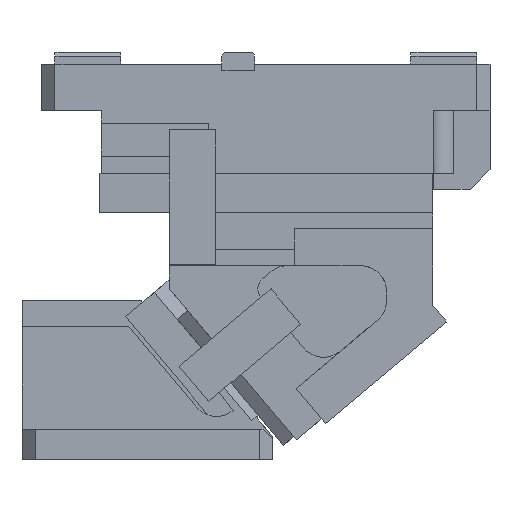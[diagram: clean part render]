
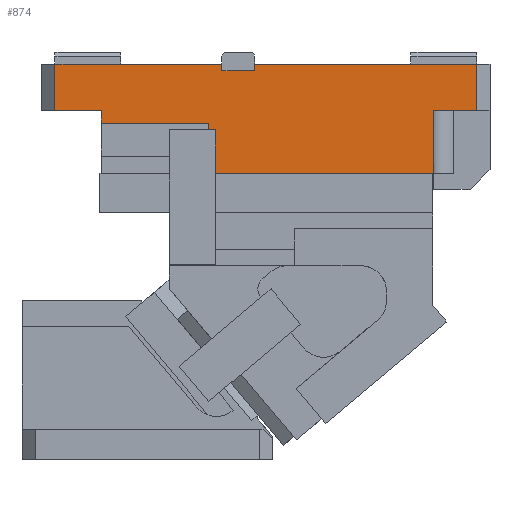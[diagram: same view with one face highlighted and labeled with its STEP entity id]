
A CAD part, front view. The second image highlights one B-rep face of the part: STEP entity #874.
In plain terms, the highlighted planar face has unit normal (0, -1, 0).
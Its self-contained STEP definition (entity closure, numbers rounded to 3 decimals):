
#235=CARTESIAN_POINT('Vertex',(25.,-82.5,300.)) ;
#238=CARTESIAN_POINT('Line Origine',(88.3,-82.5,300.)) ;
#242=CARTESIAN_POINT('Vertex',(151.6,-82.5,300.)) ;
#740=CARTESIAN_POINT('Axis2P3D Location',(281.212,-82.5,236.8)) ;
#745=CARTESIAN_POINT('Line Origine',(144.088,-82.5,250.211)) ;
#749=CARTESIAN_POINT('Vertex',(146.588,-82.5,250.211)) ;
#751=CARTESIAN_POINT('Vertex',(141.588,-82.5,250.211)) ;
#754=CARTESIAN_POINT('Line Origine',(146.588,-82.5,233.711)) ;
#758=CARTESIAN_POINT('Vertex',(146.588,-82.5,217.211)) ;
#761=CARTESIAN_POINT('Line Origine',(229.294,-82.5,217.211)) ;
#765=CARTESIAN_POINT('Vertex',(312.,-82.5,217.211)) ;
#768=CARTESIAN_POINT('Line Origine',(312.,-82.5,241.105)) ;
#772=CARTESIAN_POINT('Vertex',(312.,-82.5,265.)) ;
#775=CARTESIAN_POINT('Line Origine',(328.5,-82.5,265.)) ;
#779=CARTESIAN_POINT('Vertex',(345.,-82.5,265.)) ;
#782=CARTESIAN_POINT('Line Origine',(345.,-82.5,282.5)) ;
#786=CARTESIAN_POINT('Vertex',(345.,-82.5,300.)) ;
#789=CARTESIAN_POINT('Line Origine',(260.8,-82.5,300.)) ;
#793=CARTESIAN_POINT('Vertex',(176.6,-82.5,300.)) ;
#796=CARTESIAN_POINT('Line Origine',(176.6,-82.5,297.5)) ;
#800=CARTESIAN_POINT('Vertex',(176.6,-82.5,295.)) ;
#803=CARTESIAN_POINT('Line Origine',(164.1,-82.5,295.)) ;
#807=CARTESIAN_POINT('Vertex',(151.6,-82.5,295.)) ;
#810=CARTESIAN_POINT('Line Origine',(151.6,-82.5,297.5)) ;
#815=CARTESIAN_POINT('Line Origine',(25.,-82.5,282.5)) ;
#819=CARTESIAN_POINT('Vertex',(25.,-82.5,265.)) ;
#822=CARTESIAN_POINT('Line Origine',(42.5,-82.5,265.)) ;
#826=CARTESIAN_POINT('Vertex',(60.,-82.5,265.)) ;
#829=CARTESIAN_POINT('Line Origine',(60.,-82.5,260.105)) ;
#833=CARTESIAN_POINT('Vertex',(60.,-82.5,255.211)) ;
#836=CARTESIAN_POINT('Line Origine',(85.794,-82.5,255.211)) ;
#840=CARTESIAN_POINT('Vertex',(111.588,-82.5,255.211)) ;
#843=CARTESIAN_POINT('Line Origine',(126.588,-82.5,255.211)) ;
#847=CARTESIAN_POINT('Vertex',(141.588,-82.5,255.211)) ;
#850=CARTESIAN_POINT('Line Origine',(141.588,-82.5,252.711)) ;
#239=DIRECTION('Vector Direction',(1.,0.,0.)) ;
#741=DIRECTION('Axis2P3D Direction',(0.,1.,-0.)) ;
#742=DIRECTION('Axis2P3D XDirection',(-1.,0.,0.)) ;
#746=DIRECTION('Vector Direction',(-1.,0.,0.)) ;
#755=DIRECTION('Vector Direction',(0.,0.,-1.)) ;
#762=DIRECTION('Vector Direction',(1.,0.,0.)) ;
#769=DIRECTION('Vector Direction',(0.,0.,1.)) ;
#776=DIRECTION('Vector Direction',(1.,0.,0.)) ;
#783=DIRECTION('Vector Direction',(0.,0.,-1.)) ;
#790=DIRECTION('Vector Direction',(1.,0.,0.)) ;
#797=DIRECTION('Vector Direction',(0.,0.,1.)) ;
#804=DIRECTION('Vector Direction',(-1.,0.,0.)) ;
#811=DIRECTION('Vector Direction',(0.,0.,1.)) ;
#816=DIRECTION('Vector Direction',(0.,0.,1.)) ;
#823=DIRECTION('Vector Direction',(1.,0.,0.)) ;
#830=DIRECTION('Vector Direction',(0.,0.,-1.)) ;
#837=DIRECTION('Vector Direction',(1.,0.,0.)) ;
#844=DIRECTION('Vector Direction',(-1.,0.,0.)) ;
#851=DIRECTION('Vector Direction',(0.,0.,-1.)) ;
#743=AXIS2_PLACEMENT_3D('Plane Axis2P3D',#740,#741,#742) ;
#856=ORIENTED_EDGE('',*,*,#753,.F.) ;
#857=ORIENTED_EDGE('',*,*,#760,.T.) ;
#858=ORIENTED_EDGE('',*,*,#767,.F.) ;
#859=ORIENTED_EDGE('',*,*,#774,.T.) ;
#860=ORIENTED_EDGE('',*,*,#781,.T.) ;
#861=ORIENTED_EDGE('',*,*,#788,.F.) ;
#862=ORIENTED_EDGE('',*,*,#795,.F.) ;
#863=ORIENTED_EDGE('',*,*,#802,.F.) ;
#864=ORIENTED_EDGE('',*,*,#809,.T.) ;
#865=ORIENTED_EDGE('',*,*,#814,.T.) ;
#866=ORIENTED_EDGE('',*,*,#244,.F.) ;
#867=ORIENTED_EDGE('',*,*,#821,.F.) ;
#868=ORIENTED_EDGE('',*,*,#828,.T.) ;
#869=ORIENTED_EDGE('',*,*,#835,.T.) ;
#870=ORIENTED_EDGE('',*,*,#842,.T.) ;
#871=ORIENTED_EDGE('',*,*,#849,.F.) ;
#872=ORIENTED_EDGE('',*,*,#854,.T.) ;
#240=VECTOR('Line Direction',#239,1.) ;
#747=VECTOR('Line Direction',#746,1.) ;
#756=VECTOR('Line Direction',#755,1.) ;
#763=VECTOR('Line Direction',#762,1.) ;
#770=VECTOR('Line Direction',#769,1.) ;
#777=VECTOR('Line Direction',#776,1.) ;
#784=VECTOR('Line Direction',#783,1.) ;
#791=VECTOR('Line Direction',#790,1.) ;
#798=VECTOR('Line Direction',#797,1.) ;
#805=VECTOR('Line Direction',#804,1.) ;
#812=VECTOR('Line Direction',#811,1.) ;
#817=VECTOR('Line Direction',#816,1.) ;
#824=VECTOR('Line Direction',#823,1.) ;
#831=VECTOR('Line Direction',#830,1.) ;
#838=VECTOR('Line Direction',#837,1.) ;
#845=VECTOR('Line Direction',#844,1.) ;
#852=VECTOR('Line Direction',#851,1.) ;
#874=ADVANCED_FACE('CAM HOLDER',(#873),#744,.F.) ;
#244=EDGE_CURVE('',#236,#243,#241,.T.) ;
#753=EDGE_CURVE('',#750,#752,#748,.T.) ;
#760=EDGE_CURVE('',#750,#759,#757,.T.) ;
#767=EDGE_CURVE('',#766,#759,#764,.F.) ;
#774=EDGE_CURVE('',#766,#773,#771,.T.) ;
#781=EDGE_CURVE('',#773,#780,#778,.T.) ;
#788=EDGE_CURVE('',#787,#780,#785,.T.) ;
#795=EDGE_CURVE('',#794,#787,#792,.T.) ;
#802=EDGE_CURVE('',#801,#794,#799,.T.) ;
#809=EDGE_CURVE('',#801,#808,#806,.T.) ;
#814=EDGE_CURVE('',#808,#243,#813,.T.) ;
#821=EDGE_CURVE('',#820,#236,#818,.T.) ;
#828=EDGE_CURVE('',#820,#827,#825,.T.) ;
#835=EDGE_CURVE('',#827,#834,#832,.T.) ;
#842=EDGE_CURVE('',#834,#841,#839,.T.) ;
#849=EDGE_CURVE('',#848,#841,#846,.T.) ;
#854=EDGE_CURVE('',#848,#752,#853,.T.) ;
#855=EDGE_LOOP('',(#856,#857,#858,#859,#860,#861,#862,#863,#864,#865,#866,#867,#868,#869,#870,#871,#872)) ;
#873=FACE_OUTER_BOUND('',#855,.T.) ;
#241=LINE('Line',#238,#240) ;
#748=LINE('Line',#745,#747) ;
#757=LINE('Line',#754,#756) ;
#764=LINE('Line',#761,#763) ;
#771=LINE('Line',#768,#770) ;
#778=LINE('Line',#775,#777) ;
#785=LINE('Line',#782,#784) ;
#792=LINE('Line',#789,#791) ;
#799=LINE('Line',#796,#798) ;
#806=LINE('Line',#803,#805) ;
#813=LINE('Line',#810,#812) ;
#818=LINE('Line',#815,#817) ;
#825=LINE('Line',#822,#824) ;
#832=LINE('Line',#829,#831) ;
#839=LINE('Line',#836,#838) ;
#846=LINE('Line',#843,#845) ;
#853=LINE('Line',#850,#852) ;
#744=PLANE('Plane',#743) ;
#236=VERTEX_POINT('',#235) ;
#243=VERTEX_POINT('',#242) ;
#750=VERTEX_POINT('',#749) ;
#752=VERTEX_POINT('',#751) ;
#759=VERTEX_POINT('',#758) ;
#766=VERTEX_POINT('',#765) ;
#773=VERTEX_POINT('',#772) ;
#780=VERTEX_POINT('',#779) ;
#787=VERTEX_POINT('',#786) ;
#794=VERTEX_POINT('',#793) ;
#801=VERTEX_POINT('',#800) ;
#808=VERTEX_POINT('',#807) ;
#820=VERTEX_POINT('',#819) ;
#827=VERTEX_POINT('',#826) ;
#834=VERTEX_POINT('',#833) ;
#841=VERTEX_POINT('',#840) ;
#848=VERTEX_POINT('',#847) ;
